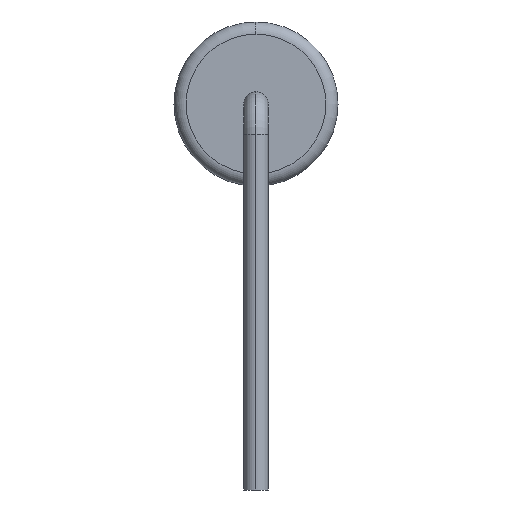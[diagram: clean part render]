
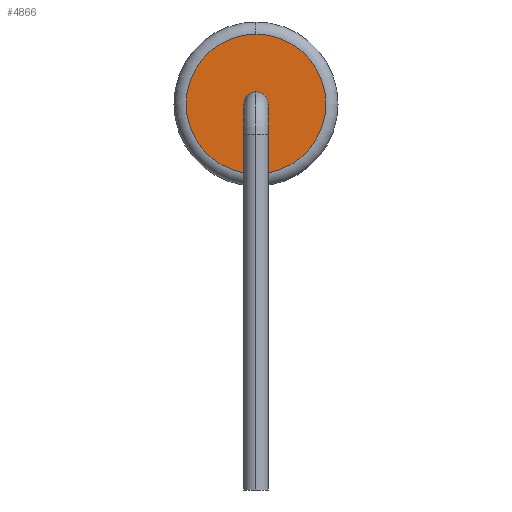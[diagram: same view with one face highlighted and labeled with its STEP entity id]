
A CAD part, left-side view. The second image highlights one B-rep face of the part: STEP entity #4866.
In plain terms, the highlighted planar face has unit normal (-1, 0, 0).
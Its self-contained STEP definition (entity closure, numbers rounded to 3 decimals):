
#186 = CARTESIAN_POINT ( 'NONE',  ( -3.1, 0., 0. ) ) ;
#206 = CARTESIAN_POINT ( 'NONE',  ( -3.1, 0., 0. ) ) ;
#609 = AXIS2_PLACEMENT_3D ( 'NONE', #10728, #9553, #2514 ) ;
#1014 = CARTESIAN_POINT ( 'NONE',  ( -3.1, 0., 1.15 ) ) ;
#1119 = AXIS2_PLACEMENT_3D ( 'NONE', #11720, #7819, #2622 ) ;
#1132 = EDGE_CURVE ( 'NONE', #8563, #7700, #6035, .T. ) ;
#2514 = DIRECTION ( 'NONE',  ( 0., 0., 1. ) ) ;
#2622 = DIRECTION ( 'NONE',  ( 0., 0., -1. ) ) ;
#3415 = PLANE ( 'NONE',  #1119 ) ;
#3987 = DIRECTION ( 'NONE',  ( -1., 0., 0. ) ) ;
#4240 = DIRECTION ( 'NONE',  ( -1., 0., 0. ) ) ;
#4710 = EDGE_CURVE ( 'NONE', #5218, #10145, #7543, .T. ) ;
#4866 = ADVANCED_FACE ( 'NONE', ( #8434, #12392 ), #3415, .F. ) ;
#5042 = DIRECTION ( 'NONE',  ( 0., 0., 1. ) ) ;
#5218 = VERTEX_POINT ( 'NONE', #1014 ) ;
#5727 = AXIS2_PLACEMENT_3D ( 'NONE', #12673, #11538, #12606 ) ;
#5766 = ORIENTED_EDGE ( 'NONE', *, *, #8385, .F. ) ;
#6035 = CIRCLE ( 'NONE', #6451, 0.2 ) ;
#6210 = ORIENTED_EDGE ( 'NONE', *, *, #1132, .F. ) ;
#6451 = AXIS2_PLACEMENT_3D ( 'NONE', #206, #3987, #7992 ) ;
#6717 = AXIS2_PLACEMENT_3D ( 'NONE', #186, #4240, #5042 ) ;
#7016 = CARTESIAN_POINT ( 'NONE',  ( -3.1, 0., -0.2 ) ) ;
#7134 = ORIENTED_EDGE ( 'NONE', *, *, #4710, .T. ) ;
#7543 = CIRCLE ( 'NONE', #6717, 1.15 ) ;
#7700 = VERTEX_POINT ( 'NONE', #7016 ) ;
#7819 = DIRECTION ( 'NONE',  ( 1., 0., 0. ) ) ;
#7992 = DIRECTION ( 'NONE',  ( 0., 0., -1. ) ) ;
#8043 = EDGE_LOOP ( 'NONE', ( #6210, #5766 ) ) ;
#8385 = EDGE_CURVE ( 'NONE', #7700, #8563, #9682, .T. ) ;
#8412 = CIRCLE ( 'NONE', #609, 1.15 ) ;
#8434 = FACE_BOUND ( 'NONE', #8043, .T. ) ;
#8563 = VERTEX_POINT ( 'NONE', #12456 ) ;
#8777 = ORIENTED_EDGE ( 'NONE', *, *, #9188, .T. ) ;
#9188 = EDGE_CURVE ( 'NONE', #10145, #5218, #8412, .T. ) ;
#9553 = DIRECTION ( 'NONE',  ( -1., 0., 0. ) ) ;
#9682 = CIRCLE ( 'NONE', #5727, 0.2 ) ;
#10145 = VERTEX_POINT ( 'NONE', #11486 ) ;
#10728 = CARTESIAN_POINT ( 'NONE',  ( -3.1, 0., 0. ) ) ;
#11486 = CARTESIAN_POINT ( 'NONE',  ( -3.1, 0., -1.15 ) ) ;
#11538 = DIRECTION ( 'NONE',  ( -1., 0., 0. ) ) ;
#11720 = CARTESIAN_POINT ( 'NONE',  ( -3.1, 0., 0. ) ) ;
#12392 = FACE_OUTER_BOUND ( 'NONE', #13014, .T. ) ;
#12456 = CARTESIAN_POINT ( 'NONE',  ( -3.1, 0., 0.2 ) ) ;
#12606 = DIRECTION ( 'NONE',  ( 0., 0., -1. ) ) ;
#12673 = CARTESIAN_POINT ( 'NONE',  ( -3.1, 0., 0. ) ) ;
#13014 = EDGE_LOOP ( 'NONE', ( #7134, #8777 ) ) ;
